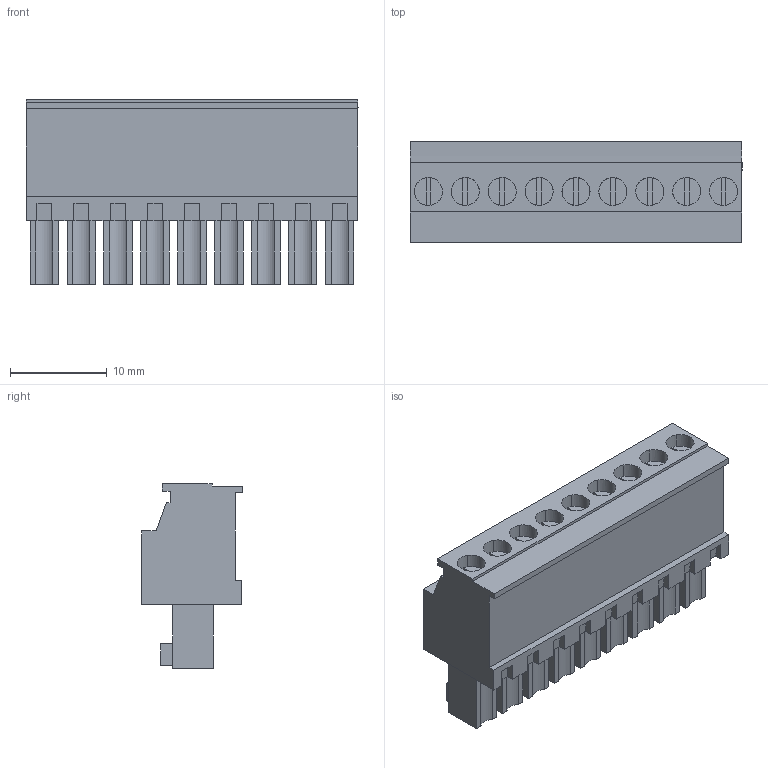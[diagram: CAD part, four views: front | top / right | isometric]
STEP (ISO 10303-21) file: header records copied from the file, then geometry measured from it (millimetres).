
FILE_DESCRIPTION(('CATIA V5 STEP Exchange','CAx-IF Rec.Pracs.--- Model Styling and Organization---1.2---2011-12-15'),'2;1');
FILE_NAME ('D1459644_0_1939900000_1939900000.stp','2017-04-12T07:23:51+00:00',('none'),('Weidmueller'),'CATIA Version 5-6 Release 2014','CATIA V5 STEP AP214','none');
FILE_SCHEMA(('AUTOMOTIVE_DESIGN { 1 0 10303 214 1 1 1 1 }'));
Length unit declared in the file: millimetre
Products named in the file (1): 1939900000
Bounding box: 34.29 x 10.4 x 19.1 mm (x, y, z)
Volume: 4209.9 mm3; surface area: 3499.5 mm2
Topology: 10 solids, 10 shells, 401 faces, 1040 edges, 704 vertices
Faces by surface type: plane 338, cylinder 63
Entity records: 11402 total; most frequent: CARTESIAN_POINT 2103, ORIENTED_EDGE 2080, DIRECTION 1540, EDGE_CURVE 1040, VECTOR 878, LINE 878, VERTEX_POINT 704, EDGE_LOOP 446
